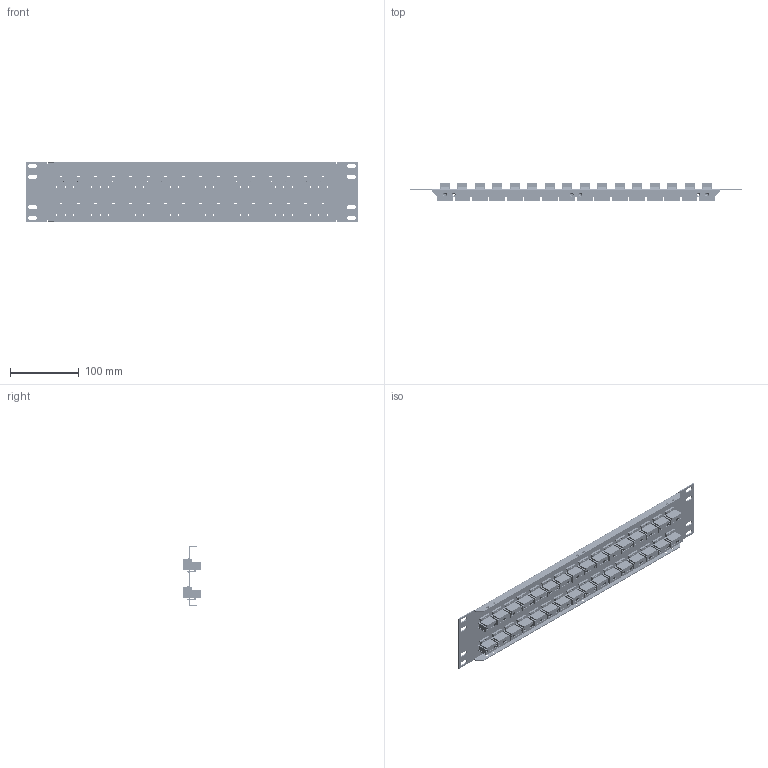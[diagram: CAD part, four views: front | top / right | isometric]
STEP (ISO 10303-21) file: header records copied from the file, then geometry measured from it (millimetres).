
FILE_DESCRIPTION (( 'STEP AP203' ), '1' );
FILE_NAME ('PR35-3206.STEP', '2015-04-08T16:22:01', ( 'x' ), ( '' ), 'SwSTEP 2.0', 'SolidWorks 2014', '' );
FILE_SCHEMA (( 'CONFIG_CONTROL_DESIGN' ));
Length unit declared in the file: inch
Products named in the file (5): PR35UT568B; MJSTLC312-MA1; EC1107B-4C-MA2; MJSTLC312; PR35-3206
Assembly tree (35 placements, depth 3):
  PR35-3206
    PR35UT568B
    MJSTLC312  x32
      MJSTLC312-MA1
      EC1107B-4C-MA2
Bounding box: 482.6 x 26.2 x 88.39 mm (x, y, z)
Volume: 224807 mm3; surface area: 262449.4 mm2
Topology: 65 solids, 65 shells, 12929 faces, 37358 edges, 24452 vertices
Faces by surface type: plane 10989, cylinder 1556, bspline 360, cone 24
Entity records: 63308 total; most frequent: CARTESIAN_POINT 27438, ORIENTED_EDGE 7942, DIRECTION 5585, EDGE_CURVE 3971, LINE 3043, VECTOR 3043, VERTEX_POINT 2628, EDGE_LOOP 1629
